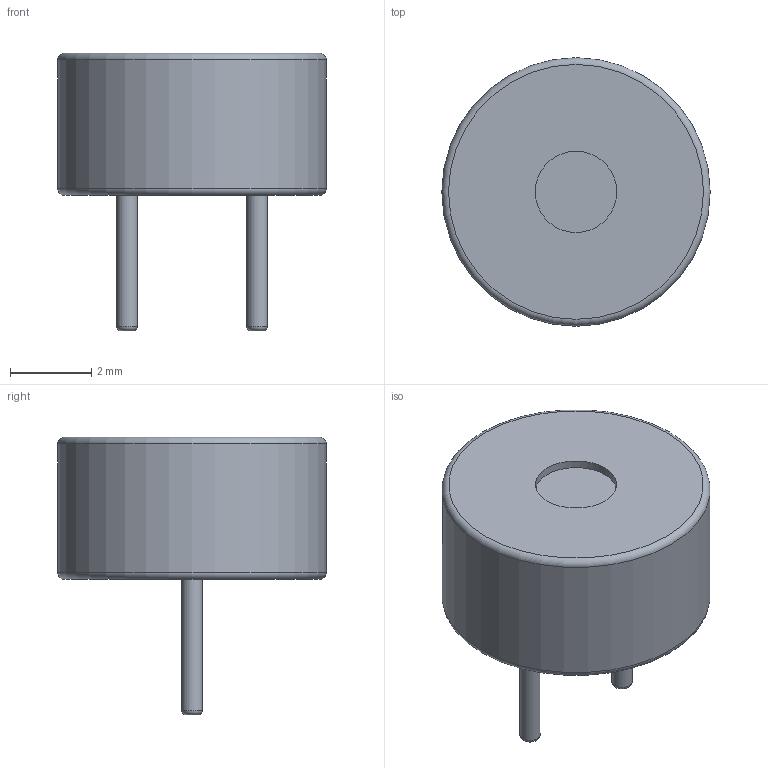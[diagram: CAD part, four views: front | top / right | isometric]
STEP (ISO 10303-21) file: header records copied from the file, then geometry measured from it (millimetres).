
FILE_DESCRIPTION(/* description */ ('model of MagneticBuzzer_Kingstate_KCG0601'),/* implementation_level */ '2;1');
FILE_NAME(/* name */ 'MagneticBuzzer_Kingstate_KCG0601.step',/* time_stamp */ '2018-11-19T23:46:32',/* author */ ('kicad StepUp','ksu'),/* organization */ ('FreeCAD'),/* preprocessor_version */ 'OCC',/* originating_system */ 'kicad StepUp',/* authorisation */ '');
FILE_SCHEMA(('AUTOMOTIVE_DESIGN { 1 0 10303 214 1 1 1 1 }'));
Length unit declared in the file: millimetre
Products named in the file (1): MagneticBuzzer_Kingstate_KCG0601
Bounding box: 6.6 x 6.6 x 6.83 mm (x, y, z)
Volume: 120.2 mm3; surface area: 149.6 mm2
Topology: 1 solids, 1 shells, 13 faces, 20 edges, 12 vertices
Faces by surface type: plane 5, torus 4, cylinder 4
Full cylindrical faces by diameter (mm): 0.5 x2, 2 x1, 6.6 x1
Entity records: 403 total; most frequent: DIRECTION 64, CARTESIAN_POINT 46, ORIENTED_EDGE 40, AXIS2_PLACEMENT_3D 30, EDGE_CURVE 20, FACE_BOUND 16, EDGE_LOOP 16, CIRCLE 16
